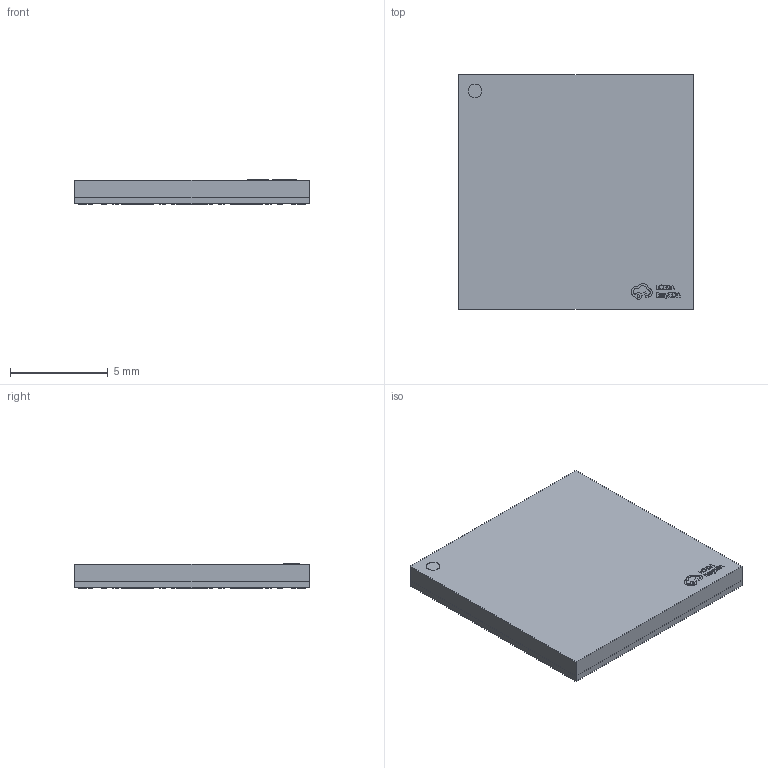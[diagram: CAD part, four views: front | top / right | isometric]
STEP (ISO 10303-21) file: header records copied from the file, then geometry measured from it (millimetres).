
FILE_DESCRIPTION (( 'STEP AP214' ), '1' );
FILE_NAME ('LGA-73_L12.0-W12.0-P0.60-TL.STEP', '2024-05-13T15:00:51', ( '' ), ( '' ), 'SwSTEP 2.0', 'SolidWorks 2020', '' );
FILE_SCHEMA (( 'AUTOMOTIVE_DESIGN' ));
Length unit declared in the file: millimetre
Products named in the file (1): LGA-73_L12.0-W12.0-P0.60-TL
Bounding box: 12 x 12 x 1.24 mm (x, y, z)
Volume: 176 mm3; surface area: 636.6 mm2
Topology: 2 solids, 2 shells, 604 faces, 1521 edges, 1014 vertices
Faces by surface type: plane 504, bspline 98, cylinder 2
Entity records: 25008 total; most frequent: CARTESIAN_POINT 4446, ORIENTED_EDGE 3042, DIRECTION 2339, EDGE_CURVE 1521, VECTOR 1317, LINE 1317, VERTEX_POINT 1014, EDGE_LOOP 697
